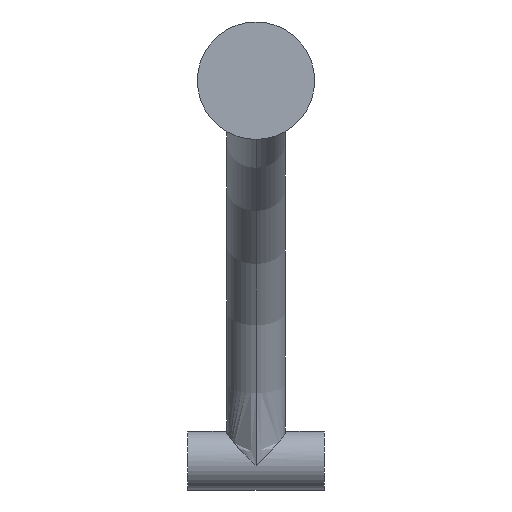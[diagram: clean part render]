
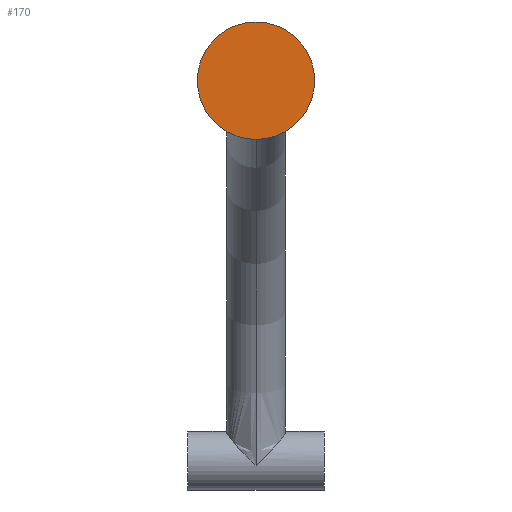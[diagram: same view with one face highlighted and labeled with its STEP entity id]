
A CAD part, front view. The second image highlights one B-rep face of the part: STEP entity #170.
In plain terms, the highlighted planar face has unit normal (0, -1, 0).
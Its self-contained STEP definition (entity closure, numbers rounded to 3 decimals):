
#14 = AXIS2_PLACEMENT_3D ( 'NONE', #350, #451, #286 ) ;
#57 = CARTESIAN_POINT ( 'NONE',  ( 0., -1., 0. ) ) ;
#71 = EDGE_CURVE ( 'NONE', #449, #135, #347, .T. ) ;
#135 = VERTEX_POINT ( 'NONE', #376 ) ;
#170 = ADVANCED_FACE ( 'NONE', ( #446 ), #171, .T. ) ;
#171 = PLANE ( 'NONE',  #228 ) ;
#215 = EDGE_CURVE ( 'NONE', #135, #449, #381, .T. ) ;
#228 = AXIS2_PLACEMENT_3D ( 'NONE', #390, #422, #282 ) ;
#259 = ORIENTED_EDGE ( 'NONE', *, *, #215, .T. ) ;
#282 = DIRECTION ( 'NONE',  ( 0., 0., -1. ) ) ;
#286 = DIRECTION ( 'NONE',  ( 0., 0., -1. ) ) ;
#301 = ORIENTED_EDGE ( 'NONE', *, *, #71, .T. ) ;
#309 = DIRECTION ( 'NONE',  ( 0., -1., 0. ) ) ;
#313 = CARTESIAN_POINT ( 'NONE',  ( 0., -1., -3. ) ) ;
#333 = DIRECTION ( 'NONE',  ( 0., 0., -1. ) ) ;
#347 = CIRCLE ( 'NONE', #421, 3. ) ;
#350 = CARTESIAN_POINT ( 'NONE',  ( 0., -1., 0. ) ) ;
#376 = CARTESIAN_POINT ( 'NONE',  ( 0., -1., 3. ) ) ;
#381 = CIRCLE ( 'NONE', #14, 3. ) ;
#390 = CARTESIAN_POINT ( 'NONE',  ( 0., -1., 0. ) ) ;
#393 = EDGE_LOOP ( 'NONE', ( #259, #301 ) ) ;
#421 = AXIS2_PLACEMENT_3D ( 'NONE', #57, #309, #333 ) ;
#422 = DIRECTION ( 'NONE',  ( 0., -1., 0. ) ) ;
#446 = FACE_OUTER_BOUND ( 'NONE', #393, .T. ) ;
#449 = VERTEX_POINT ( 'NONE', #313 ) ;
#451 = DIRECTION ( 'NONE',  ( 0., -1., 0. ) ) ;
